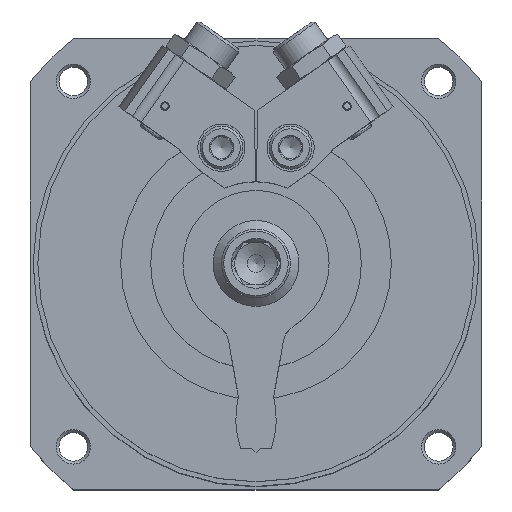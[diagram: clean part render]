
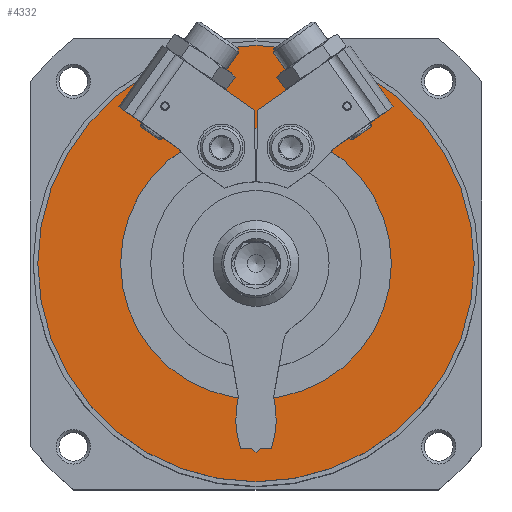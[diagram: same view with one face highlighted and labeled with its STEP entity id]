
A CAD part, top view. The second image highlights one B-rep face of the part: STEP entity #4332.
In plain terms, the highlighted face is planar.
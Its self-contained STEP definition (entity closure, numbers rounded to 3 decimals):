
#180=PLANE('',#4783);
#932=ORIENTED_EDGE('',*,*,#2028,.F.);
#933=ORIENTED_EDGE('',*,*,#2029,.T.);
#2028=EDGE_CURVE('',#2588,#2588,#3007,.T.);
#2029=EDGE_CURVE('',#2589,#2589,#3008,.T.);
#2588=VERTEX_POINT('',#6963);
#2589=VERTEX_POINT('',#6965);
#3007=CIRCLE('',#4784,50.75);
#3008=CIRCLE('',#4785,31.5);
#3312=EDGE_LOOP('',(#932));
#3313=EDGE_LOOP('',(#933));
#3779=FACE_BOUND('',#3312,.T.);
#3780=FACE_BOUND('',#3313,.T.);
#4332=ADVANCED_FACE('',(#3779,#3780),#180,.F.);
#4783=AXIS2_PLACEMENT_3D('',#6961,#5476,#5477);
#4784=AXIS2_PLACEMENT_3D('',#6962,#5478,#5479);
#4785=AXIS2_PLACEMENT_3D('',#6964,#5480,#5481);
#5476=DIRECTION('',(1.,0.,0.));
#5477=DIRECTION('',(0.,0.,-1.));
#5478=DIRECTION('',(1.,0.,0.));
#5479=DIRECTION('',(0.,0.,-1.));
#5480=DIRECTION('',(1.,0.,0.));
#5481=DIRECTION('',(0.,0.,-1.));
#6961=CARTESIAN_POINT('',(-93.,0.,0.));
#6962=CARTESIAN_POINT('',(-93.,0.,0.));
#6963=CARTESIAN_POINT('',(-93.,0.,-50.75));
#6964=CARTESIAN_POINT('',(-93.,0.,0.));
#6965=CARTESIAN_POINT('',(-93.,0.,-31.5));
